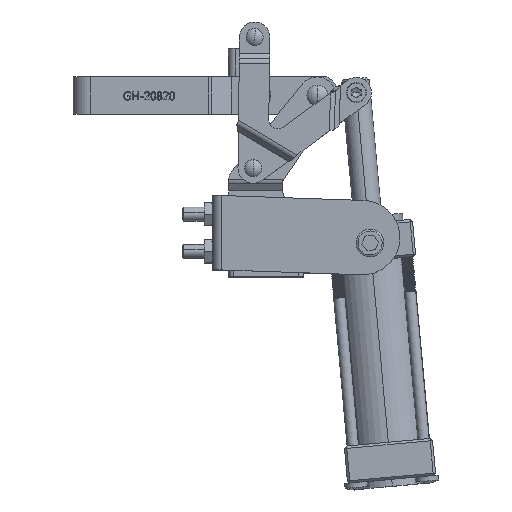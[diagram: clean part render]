
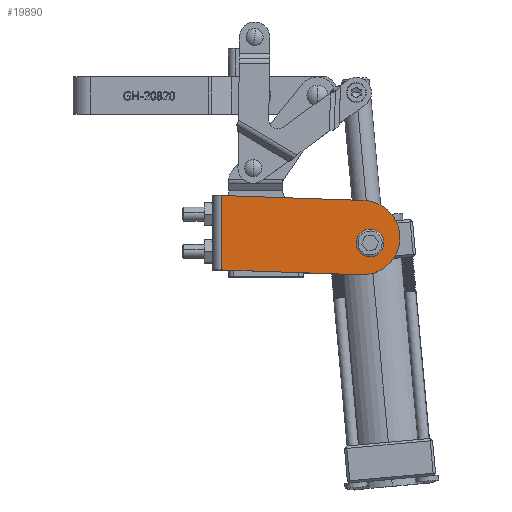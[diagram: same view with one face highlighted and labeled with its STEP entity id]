
A CAD part, top view. The second image highlights one B-rep face of the part: STEP entity #19890.
In plain terms, the highlighted planar face has unit normal (0, 0, 1).
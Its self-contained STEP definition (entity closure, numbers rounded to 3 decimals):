
#228 = VERTEX_POINT ( 'NONE', #48115 ) ;
#1417 = PLANE ( 'NONE',  #33212 ) ;
#1607 = CARTESIAN_POINT ( 'NONE',  ( -26.01, 19., 25.25 ) ) ;
#2690 = CARTESIAN_POINT ( 'NONE',  ( 35.058, 32.867, 25.25 ) ) ;
#2858 = CIRCLE ( 'NONE', #43653, 5.956 ) ;
#3231 = VECTOR ( 'NONE', #46650, 1000. ) ;
#3581 = AXIS2_PLACEMENT_3D ( 'NONE', #36943, #11581, #41211 ) ;
#4271 = EDGE_LOOP ( 'NONE', ( #46875, #25943 ) ) ;
#5879 = DIRECTION ( 'NONE',  ( 0., 1., 0. ) ) ;
#6483 = DIRECTION ( 'NONE',  ( 0., 1., 0. ) ) ;
#8719 = VERTEX_POINT ( 'NONE', #53180 ) ;
#9119 = LINE ( 'NONE', #15000, #28957 ) ;
#9993 = DIRECTION ( 'NONE',  ( 0., 0., 1. ) ) ;
#10407 = CARTESIAN_POINT ( 'NONE',  ( -26., 3., 25.25 ) ) ;
#11581 = DIRECTION ( 'NONE',  ( 0., 0., 1. ) ) ;
#11601 = FACE_OUTER_BOUND ( 'NONE', #31631, .T. ) ;
#12643 = EDGE_CURVE ( 'NONE', #16049, #228, #14769, .T. ) ;
#12783 = CARTESIAN_POINT ( 'NONE',  ( 37.69, 14.584, 25.25 ) ) ;
#12913 = CIRCLE ( 'NONE', #13319, 15.99 ) ;
#12918 = CARTESIAN_POINT ( 'NONE',  ( -26.01, 35., 25.25 ) ) ;
#13319 = AXIS2_PLACEMENT_3D ( 'NONE', #35372, #9993, #39619 ) ;
#14285 = ORIENTED_EDGE ( 'NONE', *, *, #44046, .F. ) ;
#14769 = LINE ( 'NONE', #21351, #37358 ) ;
#15000 = CARTESIAN_POINT ( 'NONE',  ( -26., 19., 25.25 ) ) ;
#16049 = VERTEX_POINT ( 'NONE', #10407 ) ;
#17030 = DIRECTION ( 'NONE',  ( -1., 0., 0. ) ) ;
#18465 = CARTESIAN_POINT ( 'NONE',  ( 42.375, 18.263, 25.25 ) ) ;
#18993 = ORIENTED_EDGE ( 'NONE', *, *, #12643, .T. ) ;
#19888 = EDGE_CURVE ( 'NONE', #228, #42105, #12913, .T. ) ;
#19890 = ADVANCED_FACE ( 'NONE', ( #11601, #44091 ), #1417, .F. ) ;
#21351 = CARTESIAN_POINT ( 'NONE',  ( 50.49, 0.329, 25.25 ) ) ;
#25763 = LINE ( 'NONE', #12918, #3231 ) ;
#25943 = ORIENTED_EDGE ( 'NONE', *, *, #39131, .F. ) ;
#28957 = VECTOR ( 'NONE', #6483, 1000. ) ;
#29136 = VERTEX_POINT ( 'NONE', #18465 ) ;
#29759 = CARTESIAN_POINT ( 'NONE',  ( 33.005, 10.905, 25.25 ) ) ;
#31270 = DIRECTION ( 'NONE',  ( 0., 0., -1. ) ) ;
#31631 = EDGE_LOOP ( 'NONE', ( #18993, #36681, #49003, #14285 ) ) ;
#33027 = VERTEX_POINT ( 'NONE', #29759 ) ;
#33212 = AXIS2_PLACEMENT_3D ( 'NONE', #1607, #31270, #5879 ) ;
#34517 = EDGE_CURVE ( 'NONE', #33027, #29136, #38334, .T. ) ;
#35372 = CARTESIAN_POINT ( 'NONE',  ( 34.5, 16.887, 25.25 ) ) ;
#36681 = ORIENTED_EDGE ( 'NONE', *, *, #19888, .T. ) ;
#36943 = CARTESIAN_POINT ( 'NONE',  ( 37.69, 14.584, 25.25 ) ) ;
#37358 = VECTOR ( 'NONE', #42498, 1000. ) ;
#38334 = CIRCLE ( 'NONE', #3581, 5.956 ) ;
#39131 = EDGE_CURVE ( 'NONE', #29136, #33027, #2858, .T. ) ;
#39619 = DIRECTION ( 'NONE',  ( 0., 1., 0. ) ) ;
#41211 = DIRECTION ( 'NONE',  ( -1., 0., 0. ) ) ;
#42105 = VERTEX_POINT ( 'NONE', #2690 ) ;
#42447 = DIRECTION ( 'NONE',  ( 0., 0., 1. ) ) ;
#42498 = DIRECTION ( 'NONE',  ( 0.999, -0.035, 0. ) ) ;
#43258 = EDGE_CURVE ( 'NONE', #42105, #8719, #25763, .T. ) ;
#43653 = AXIS2_PLACEMENT_3D ( 'NONE', #12783, #42447, #17030 ) ;
#44046 = EDGE_CURVE ( 'NONE', #16049, #8719, #9119, .T. ) ;
#44091 = FACE_BOUND ( 'NONE', #4271, .T. ) ;
#46650 = DIRECTION ( 'NONE',  ( -0.999, 0.035, 0. ) ) ;
#46875 = ORIENTED_EDGE ( 'NONE', *, *, #34517, .F. ) ;
#48115 = CARTESIAN_POINT ( 'NONE',  ( 33.942, 0.906, 25.25 ) ) ;
#49003 = ORIENTED_EDGE ( 'NONE', *, *, #43258, .T. ) ;
#53180 = CARTESIAN_POINT ( 'NONE',  ( -26., 35., 25.25 ) ) ;
